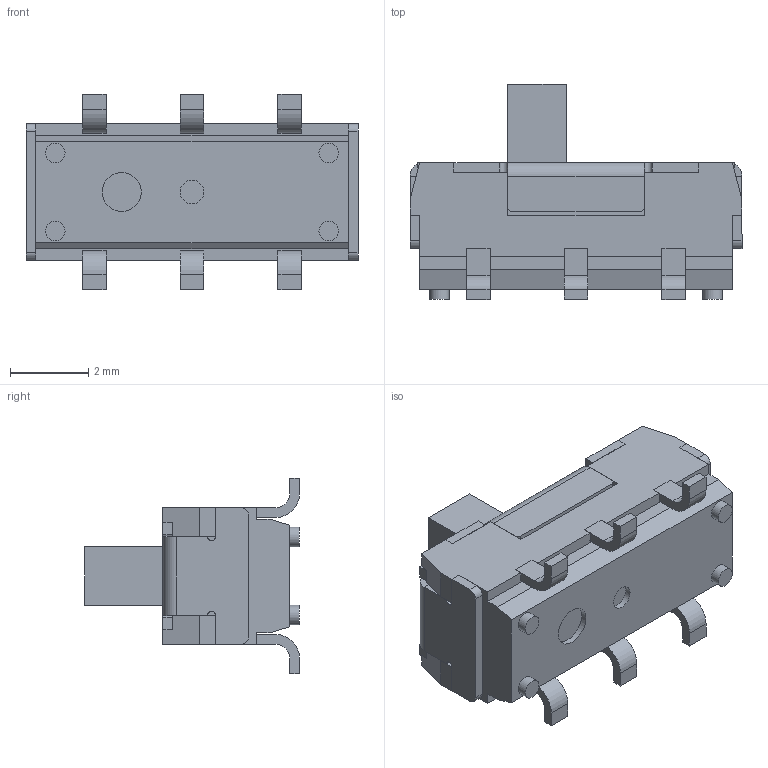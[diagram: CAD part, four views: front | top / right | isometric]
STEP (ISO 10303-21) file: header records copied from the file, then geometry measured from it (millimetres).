
FILE_DESCRIPTION (( 'STEP AP214' ), '1' );
FILE_NAME ('CL-SB-22B-01T.STEP', '2022-10-27T06:11:49', ( '' ), ( '' ), 'SwSTEP 2.0', 'SolidWorks 2017', '' );
FILE_SCHEMA (( 'AUTOMOTIVE_DESIGN' ));
Length unit declared in the file: millimetre
Products named in the file (1): CL-SB-22B-01T
Bounding box: 8.5 x 5.5 x 5 mm (x, y, z)
Volume: 92.9 mm3; surface area: 286.4 mm2
Topology: 9 solids, 9 shells, 268 faces, 699 edges, 456 vertices
Faces by surface type: plane 212, cylinder 56
Full cylindrical faces by diameter (mm): 0.5 x4, 0.6 x1, 1 x1
Entity records: 8202 total; most frequent: CARTESIAN_POINT 1433, ORIENTED_EDGE 1386, DIRECTION 1339, EDGE_CURVE 693, LINE 577, VECTOR 577, VERTEX_POINT 456, AXIS2_PLACEMENT_3D 381
